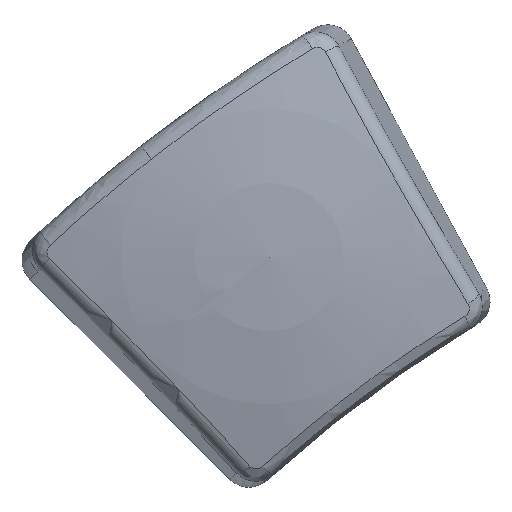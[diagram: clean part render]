
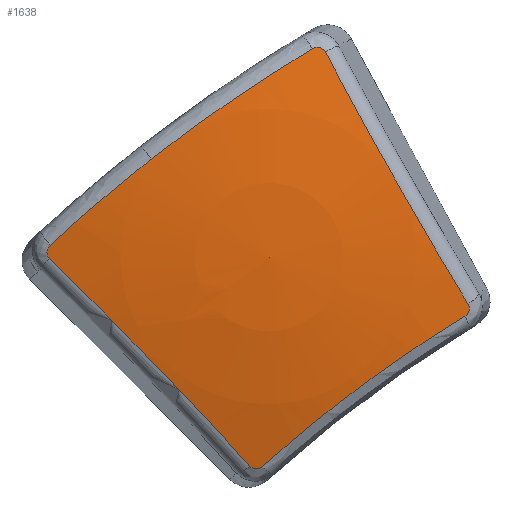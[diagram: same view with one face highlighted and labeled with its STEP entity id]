
A CAD part, top view. The second image highlights one B-rep face of the part: STEP entity #1638.
In plain terms, the highlighted spherical face has radius 52.511 mm.
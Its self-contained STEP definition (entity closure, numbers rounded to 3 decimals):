
#1486=CARTESIAN_POINT('',(169.355,-92.211,-44.056));
#1487=DIRECTION('',(0.063,-0.083,0.995));
#1488=DIRECTION('',(-0.798,-0.602,0.));
#1489=AXIS2_PLACEMENT_3D('',#1486,#1487,#1488);
#1490=SPHERICAL_SURFACE('',#1489,52.511);
#1491=CARTESIAN_POINT('',(172.66,-96.593,8.167));
#1492=VERTEX_POINT('',#1491);
#1493=CARTESIAN_POINT('',(165.577,-101.837,7.426));
#1494=VERTEX_POINT('',#1493);
#1495=CARTESIAN_POINT('',(169.355,-92.211,-44.056));
#1496=DIRECTION('',(0.599,-0.794,-0.105));
#1497=DIRECTION('',(-0.798,-0.602,0.));
#1498=AXIS2_PLACEMENT_3D('',#1495,#1496,#1497);
#1499=CIRCLE('',#1498,52.511);
#1500=EDGE_CURVE('',#1492,#1494,#1499,.T.);
#1501=ORIENTED_EDGE('',*,*,#1500,.T.);
#1502=CARTESIAN_POINT('',(171.59,-108.231,5.902));
#1503=VERTEX_POINT('',#1502);
#1504=CARTESIAN_POINT('',(156.629,-104.936,-40.883));
#1505=DIRECTION('',(0.696,0.696,-0.174));
#1506=DIRECTION('',(0.707,-0.707,-0.));
#1507=AXIS2_PLACEMENT_3D('',#1504,#1505,#1506);
#1508=CIRCLE('',#1507,49.229);
#1509=EDGE_CURVE('',#1494,#1503,#1508,.T.);
#1510=ORIENTED_EDGE('',*,*,#1509,.T.);
#1511=CARTESIAN_POINT('',(172.291,-108.25,5.859));
#1512=VERTEX_POINT('',#1511);
#1513=CARTESIAN_POINT('',(171.59,-108.231,5.902));
#1514=CARTESIAN_POINT('',(171.633,-108.277,5.885));
#1515=CARTESIAN_POINT('',(171.685,-108.316,5.87));
#1516=CARTESIAN_POINT('',(171.744,-108.343,5.858));
#1517=CARTESIAN_POINT('',(171.802,-108.37,5.847));
#1518=CARTESIAN_POINT('',(171.867,-108.385,5.839));
#1519=CARTESIAN_POINT('',(171.932,-108.386,5.835));
#1520=CARTESIAN_POINT('',(171.998,-108.388,5.831));
#1521=CARTESIAN_POINT('',(172.063,-108.376,5.831));
#1522=CARTESIAN_POINT('',(172.125,-108.352,5.836));
#1523=CARTESIAN_POINT('',(172.186,-108.329,5.84));
#1524=CARTESIAN_POINT('',(172.242,-108.293,5.848));
#1525=CARTESIAN_POINT('',(172.291,-108.25,5.859));
#1526=B_SPLINE_CURVE_WITH_KNOTS('',3,(#1513,#1514,#1515,#1516,#1517,#1518,#1519,#1520,#1521,#1522,#1523,#1524,#1525),.UNSPECIFIED.,.F.,.F.,(4,3,3,3,4),(0.002,0.002,0.002,0.002,0.002),.UNSPECIFIED.);
#1527=EDGE_CURVE('',#1503,#1512,#1526,.T.);
#1528=ORIENTED_EDGE('',*,*,#1527,.T.);
#1529=CARTESIAN_POINT('',(183.585,-99.873,5.906));
#1530=VERTEX_POINT('',#1529);
#1531=CARTESIAN_POINT('',(172.291,-108.25,5.859));
#1532=CARTESIAN_POINT('',(172.726,-107.862,5.958));
#1533=CARTESIAN_POINT('',(173.17,-107.474,6.046));
#1534=CARTESIAN_POINT('',(173.618,-107.092,6.121));
#1535=CARTESIAN_POINT('',(174.066,-106.711,6.196));
#1536=CARTESIAN_POINT('',(174.518,-106.334,6.259));
#1537=CARTESIAN_POINT('',(174.973,-105.963,6.31));
#1538=CARTESIAN_POINT('',(175.885,-105.222,6.41));
#1539=CARTESIAN_POINT('',(176.811,-104.502,6.462));
#1540=CARTESIAN_POINT('',(177.753,-103.803,6.466));
#1541=CARTESIAN_POINT('',(179.636,-102.407,6.473));
#1542=CARTESIAN_POINT('',(181.58,-101.096,6.289));
#1543=CARTESIAN_POINT('',(183.585,-99.873,5.906));
#1544=B_SPLINE_CURVE_WITH_KNOTS('',3,(#1531,#1532,#1533,#1534,#1535,#1536,#1537,#1538,#1539,#1540,#1541,#1542,#1543),.UNSPECIFIED.,.F.,.F.,(4,3,3,3,4),(0.028,0.029,0.031,0.035,0.041),.UNSPECIFIED.);
#1545=EDGE_CURVE('',#1512,#1530,#1544,.T.);
#1546=ORIENTED_EDGE('',*,*,#1545,.T.);
#1547=CARTESIAN_POINT('',(183.767,-99.195,5.953));
#1548=VERTEX_POINT('',#1547);
#1549=CARTESIAN_POINT('',(183.585,-99.873,5.906));
#1550=CARTESIAN_POINT('',(183.641,-99.839,5.895));
#1551=CARTESIAN_POINT('',(183.691,-99.795,5.887));
#1552=CARTESIAN_POINT('',(183.731,-99.743,5.884));
#1553=CARTESIAN_POINT('',(183.771,-99.692,5.88));
#1554=CARTESIAN_POINT('',(183.802,-99.632,5.88));
#1555=CARTESIAN_POINT('',(183.819,-99.569,5.884));
#1556=CARTESIAN_POINT('',(183.837,-99.506,5.889));
#1557=CARTESIAN_POINT('',(183.841,-99.438,5.897));
#1558=CARTESIAN_POINT('',(183.832,-99.374,5.909));
#1559=CARTESIAN_POINT('',(183.823,-99.31,5.921));
#1560=CARTESIAN_POINT('',(183.8,-99.249,5.936));
#1561=CARTESIAN_POINT('',(183.767,-99.195,5.953));
#1562=B_SPLINE_CURVE_WITH_KNOTS('',3,(#1549,#1550,#1551,#1552,#1553,#1554,#1555,#1556,#1557,#1558,#1559,#1560,#1561),.UNSPECIFIED.,.F.,.F.,(4,3,3,3,4),(0.001,0.002,0.002,0.002,0.002),.UNSPECIFIED.);
#1563=EDGE_CURVE('',#1530,#1548,#1562,.T.);
#1564=ORIENTED_EDGE('',*,*,#1563,.T.);
#1565=CARTESIAN_POINT('',(175.801,-85.122,7.573));
#1566=VERTEX_POINT('',#1565);
#1567=CARTESIAN_POINT('',(184.826,-83.811,-40.952));
#1568=DIRECTION('',(-0.865,-0.47,-0.174));
#1569=DIRECTION('',(-0.477,0.879,0.));
#1570=AXIS2_PLACEMENT_3D('',#1567,#1568,#1569);
#1571=CIRCLE('',#1570,49.375);
#1572=EDGE_CURVE('',#1548,#1566,#1571,.T.);
#1573=ORIENTED_EDGE('',*,*,#1572,.T.);
#1574=CARTESIAN_POINT('',(175.079,-84.948,7.634));
#1575=VERTEX_POINT('',#1574);
#1576=CARTESIAN_POINT('',(175.801,-85.122,7.573));
#1577=CARTESIAN_POINT('',(175.768,-85.061,7.569));
#1578=CARTESIAN_POINT('',(175.721,-85.008,7.567));
#1579=CARTESIAN_POINT('',(175.665,-84.966,7.568));
#1580=CARTESIAN_POINT('',(175.609,-84.925,7.57));
#1581=CARTESIAN_POINT('',(175.544,-84.896,7.573));
#1582=CARTESIAN_POINT('',(175.477,-84.881,7.579));
#1583=CARTESIAN_POINT('',(175.41,-84.866,7.585));
#1584=CARTESIAN_POINT('',(175.339,-84.864,7.593));
#1585=CARTESIAN_POINT('',(175.271,-84.876,7.602));
#1586=CARTESIAN_POINT('',(175.204,-84.887,7.612));
#1587=CARTESIAN_POINT('',(175.137,-84.912,7.623));
#1588=CARTESIAN_POINT('',(175.079,-84.948,7.634));
#1589=B_SPLINE_CURVE_WITH_KNOTS('',3,(#1576,#1577,#1578,#1579,#1580,#1581,#1582,#1583,#1584,#1585,#1586,#1587,#1588),.UNSPECIFIED.,.F.,.F.,(4,3,3,3,4),(0.001,0.001,0.001,0.001,0.002),.UNSPECIFIED.);
#1590=EDGE_CURVE('',#1566,#1575,#1589,.T.);
#1591=ORIENTED_EDGE('',*,*,#1590,.T.);
#1592=CARTESIAN_POINT('',(166.093,-91.107,8.342));
#1593=VERTEX_POINT('',#1592);
#1594=CARTESIAN_POINT('',(175.079,-84.948,7.634));
#1595=CARTESIAN_POINT('',(173.523,-85.888,7.938));
#1596=CARTESIAN_POINT('',(171.996,-86.871,8.148));
#1597=CARTESIAN_POINT('',(170.499,-87.898,8.265));
#1598=CARTESIAN_POINT('',(169.001,-88.924,8.382));
#1599=CARTESIAN_POINT('',(167.532,-89.994,8.408));
#1600=CARTESIAN_POINT('',(166.093,-91.107,8.342));
#1601=B_SPLINE_CURVE_WITH_KNOTS('',3,(#1594,#1595,#1596,#1597,#1598,#1599,#1600),.UNSPECIFIED.,.F.,.F.,(4,3,4),(0.033,0.038,0.043),.UNSPECIFIED.);
#1602=EDGE_CURVE('',#1575,#1593,#1601,.T.);
#1603=ORIENTED_EDGE('',*,*,#1602,.T.);
#1604=CARTESIAN_POINT('',(160.445,-95.91,7.561));
#1605=VERTEX_POINT('',#1604);
#1606=CARTESIAN_POINT('',(166.093,-91.107,8.342));
#1607=CARTESIAN_POINT('',(164.146,-92.633,8.253));
#1608=CARTESIAN_POINT('',(162.264,-94.234,7.995));
#1609=CARTESIAN_POINT('',(160.445,-95.91,7.561));
#1610=B_SPLINE_CURVE_WITH_KNOTS('',3,(#1606,#1607,#1608,#1609),.UNSPECIFIED.,.F.,.F.,(4,4),(0.033,0.04),.UNSPECIFIED.);
#1611=EDGE_CURVE('',#1593,#1605,#1610,.T.);
#1612=ORIENTED_EDGE('',*,*,#1611,.T.);
#1613=CARTESIAN_POINT('',(160.409,-96.652,7.496));
#1614=VERTEX_POINT('',#1613);
#1615=CARTESIAN_POINT('',(160.445,-95.91,7.561));
#1616=CARTESIAN_POINT('',(160.344,-96.003,7.537));
#1617=CARTESIAN_POINT('',(160.279,-96.133,7.516));
#1618=CARTESIAN_POINT('',(160.27,-96.272,7.503));
#1619=CARTESIAN_POINT('',(160.265,-96.341,7.497));
#1620=CARTESIAN_POINT('',(160.275,-96.411,7.493));
#1621=CARTESIAN_POINT('',(160.299,-96.477,7.492));
#1622=CARTESIAN_POINT('',(160.322,-96.542,7.49));
#1623=CARTESIAN_POINT('',(160.36,-96.602,7.492));
#1624=CARTESIAN_POINT('',(160.409,-96.652,7.496));
#1625=B_SPLINE_CURVE_WITH_KNOTS('',3,(#1615,#1616,#1617,#1618,#1619,#1620,#1621,#1622,#1623,#1624),.UNSPECIFIED.,.F.,.F.,(4,3,3,4),(0.002,0.002,0.002,0.002),.UNSPECIFIED.);
#1626=EDGE_CURVE('',#1605,#1614,#1625,.T.);
#1627=ORIENTED_EDGE('',*,*,#1626,.T.);
#1628=CARTESIAN_POINT('',(156.629,-104.936,-40.883));
#1629=DIRECTION('',(0.696,0.696,-0.174));
#1630=DIRECTION('',(0.707,-0.707,-0.));
#1631=AXIS2_PLACEMENT_3D('',#1628,#1629,#1630);
#1632=CIRCLE('',#1631,49.229);
#1633=EDGE_CURVE('',#1614,#1494,#1632,.T.);
#1634=ORIENTED_EDGE('',*,*,#1633,.T.);
#1635=ORIENTED_EDGE('',*,*,#1500,.F.);
#1636=EDGE_LOOP('',(#1501,#1510,#1528,#1546,#1564,#1573,#1591,#1603,#1612,#1627,#1634,#1635));
#1637=FACE_BOUND('',#1636,.T.);
#1638=ADVANCED_FACE('',(#1637),#1490,.T.);
